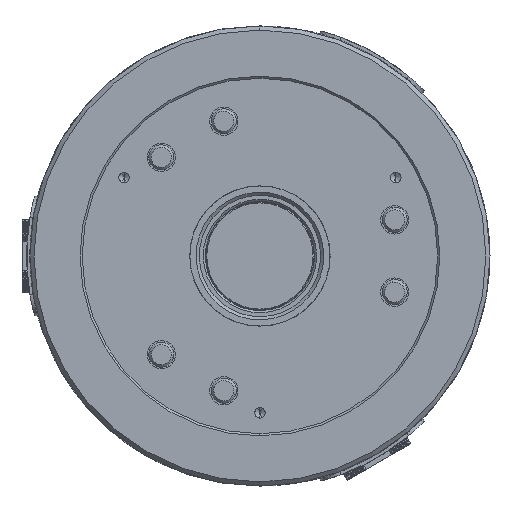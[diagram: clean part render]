
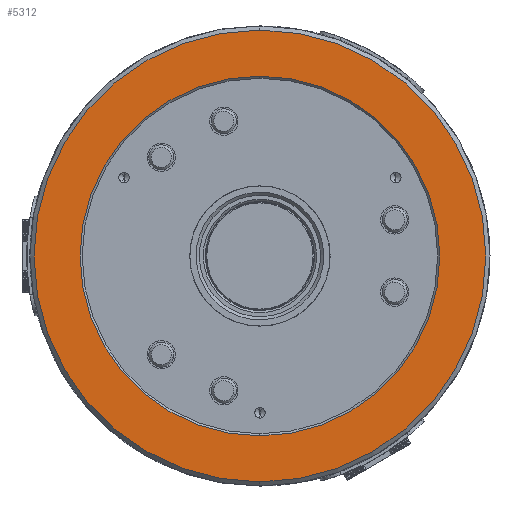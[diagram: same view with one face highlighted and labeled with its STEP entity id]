
A CAD part, left-side view. The second image highlights one B-rep face of the part: STEP entity #5312.
In plain terms, the highlighted planar face has unit normal (-1, 0, 0).
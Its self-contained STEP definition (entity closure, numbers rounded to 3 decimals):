
#1968 = EDGE_LOOP ( 'NONE', ( #41063, #6666 ) ) ;
#2296 = FACE_BOUND ( 'NONE', #1968, .T. ) ;
#4018 = DIRECTION ( 'NONE',  ( 0., 0., -1. ) ) ;
#5312 = ADVANCED_FACE ( 'NONE', ( #2296, #15554 ), #28788, .F. ) ;
#5559 = CIRCLE ( 'NONE', #29853, 108. ) ;
#5579 = VERTEX_POINT ( 'NONE', #17693 ) ;
#6170 = CARTESIAN_POINT ( 'NONE',  ( 0., 0., 0. ) ) ;
#6666 = ORIENTED_EDGE ( 'NONE', *, *, #23838, .T. ) ;
#7027 = AXIS2_PLACEMENT_3D ( 'NONE', #40801, #11032, #24276 ) ;
#8669 = EDGE_LOOP ( 'NONE', ( #15060, #30414 ) ) ;
#9297 = VERTEX_POINT ( 'NONE', #35461 ) ;
#10516 = CARTESIAN_POINT ( 'NONE',  ( 0., 0., 0. ) ) ;
#11032 = DIRECTION ( 'NONE',  ( 1., 0., 0. ) ) ;
#12301 = DIRECTION ( 'NONE',  ( 1., 0., 0. ) ) ;
#13193 = DIRECTION ( 'NONE',  ( 1., 0., 0. ) ) ;
#15060 = ORIENTED_EDGE ( 'NONE', *, *, #22758, .T. ) ;
#15554 = FACE_OUTER_BOUND ( 'NONE', #8669, .T. ) ;
#17693 = CARTESIAN_POINT ( 'NONE',  ( 0., 0., 86. ) ) ;
#18481 = CIRCLE ( 'NONE', #42771, 108. ) ;
#19432 = DIRECTION ( 'NONE',  ( -1., 0., 0. ) ) ;
#21144 = AXIS2_PLACEMENT_3D ( 'NONE', #42946, #13193, #26431 ) ;
#22758 = EDGE_CURVE ( 'NONE', #9297, #32892, #5559, .T. ) ;
#23838 = EDGE_CURVE ( 'NONE', #37836, #5579, #25751, .T. ) ;
#24276 = DIRECTION ( 'NONE',  ( 0., 0., -1. ) ) ;
#25542 = DIRECTION ( 'NONE',  ( 0., 0., -1. ) ) ;
#25710 = CARTESIAN_POINT ( 'NONE',  ( 0., 0., -86. ) ) ;
#25751 = CIRCLE ( 'NONE', #7027, 86. ) ;
#26431 = DIRECTION ( 'NONE',  ( 0., 0., -1. ) ) ;
#28788 = PLANE ( 'NONE',  #35894 ) ;
#29853 = AXIS2_PLACEMENT_3D ( 'NONE', #6170, #19432, #32658 ) ;
#30414 = ORIENTED_EDGE ( 'NONE', *, *, #41054, .T. ) ;
#31596 = EDGE_CURVE ( 'NONE', #5579, #37836, #39878, .T. ) ;
#32658 = DIRECTION ( 'NONE',  ( 0., 0., -1. ) ) ;
#32892 = VERTEX_POINT ( 'NONE', #38438 ) ;
#33770 = DIRECTION ( 'NONE',  ( -1., 0., 0. ) ) ;
#35461 = CARTESIAN_POINT ( 'NONE',  ( 0., 0., -108. ) ) ;
#35894 = AXIS2_PLACEMENT_3D ( 'NONE', #42040, #12301, #25542 ) ;
#37836 = VERTEX_POINT ( 'NONE', #25710 ) ;
#38438 = CARTESIAN_POINT ( 'NONE',  ( 0., 0., 108. ) ) ;
#39878 = CIRCLE ( 'NONE', #21144, 86. ) ;
#40801 = CARTESIAN_POINT ( 'NONE',  ( 0., 0., 0. ) ) ;
#41054 = EDGE_CURVE ( 'NONE', #32892, #9297, #18481, .T. ) ;
#41063 = ORIENTED_EDGE ( 'NONE', *, *, #31596, .T. ) ;
#42040 = CARTESIAN_POINT ( 'NONE',  ( 0., 110., 0. ) ) ;
#42771 = AXIS2_PLACEMENT_3D ( 'NONE', #10516, #33770, #4018 ) ;
#42946 = CARTESIAN_POINT ( 'NONE',  ( 0., 0., 0. ) ) ;
